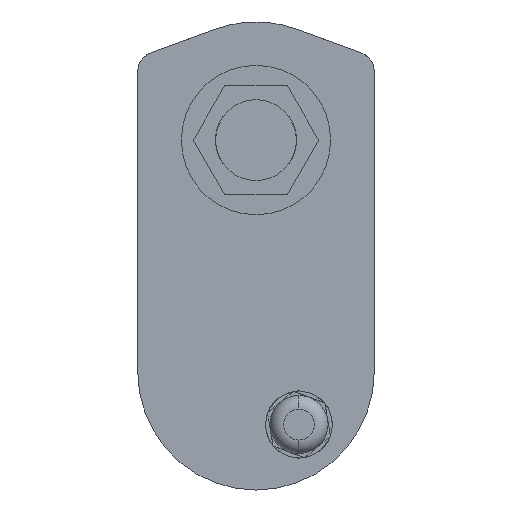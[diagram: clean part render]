
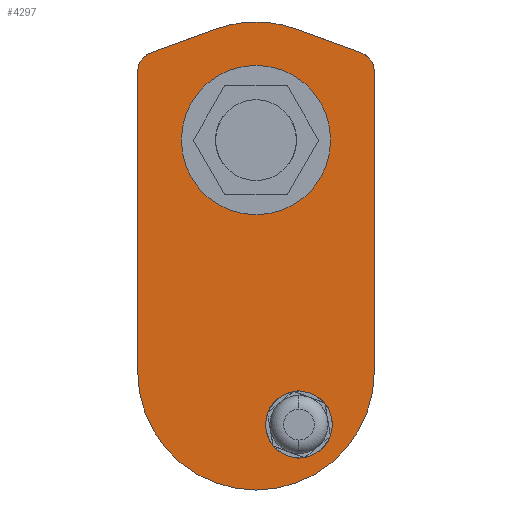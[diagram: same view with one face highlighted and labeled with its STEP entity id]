
A CAD part, front view. The second image highlights one B-rep face of the part: STEP entity #4297.
In plain terms, the highlighted planar face has unit normal (0, -1, 0).
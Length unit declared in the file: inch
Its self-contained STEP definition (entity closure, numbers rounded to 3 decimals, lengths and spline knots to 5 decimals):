
#73 = VECTOR ( 'NONE', #8190, 39.37008 ) ;
#374 = EDGE_CURVE ( 'NONE', #14165, #3331, #5114, .T. ) ;
#649 = DIRECTION ( 'NONE',  ( 0., 0., -1. ) ) ;
#732 = DIRECTION ( 'NONE',  ( 0., -1., 0. ) ) ;
#804 = CARTESIAN_POINT ( 'NONE',  ( -1.23965, -4.8965, 0.86535 ) ) ;
#911 = EDGE_CURVE ( 'NONE', #5313, #14165, #6345, .T. ) ;
#948 = VERTEX_POINT ( 'NONE', #4665 ) ;
#1313 = ORIENTED_EDGE ( 'NONE', *, *, #6056, .T. ) ;
#1740 = ORIENTED_EDGE ( 'NONE', *, *, #4375, .T. ) ;
#1827 = CIRCLE ( 'NONE', #2884, 1.5 ) ;
#2016 = CARTESIAN_POINT ( 'NONE',  ( 0., -4.8965, 0.94675 ) ) ;
#2085 = VERTEX_POINT ( 'NONE', #10975 ) ;
#2197 = LINE ( 'NONE', #3350, #14258 ) ;
#2242 = VECTOR ( 'NONE', #8898, 39.37008 ) ;
#2267 = CARTESIAN_POINT ( 'NONE',  ( 1.3287, -4.8965, 1.11 ) ) ;
#2302 = CARTESIAN_POINT ( 'NONE',  ( -1.5, -4.8965, 0.86535 ) ) ;
#2538 = DIRECTION ( 'NONE',  ( -0.866, 0., -0.5 ) ) ;
#2543 = CARTESIAN_POINT ( 'NONE',  ( 0.545, -4.8965, -3.17447 ) ) ;
#2884 = AXIS2_PLACEMENT_3D ( 'NONE', #8330, #7903, #7178 ) ;
#2948 = CARTESIAN_POINT ( 'NONE',  ( 0.17, -4.8965, -3.82399 ) ) ;
#2982 = ORIENTED_EDGE ( 'NONE', *, *, #13840, .T. ) ;
#3201 = DIRECTION ( 'NONE',  ( -0.94, 0., -0.342 ) ) ;
#3331 = VERTEX_POINT ( 'NONE', #5120 ) ;
#3350 = CARTESIAN_POINT ( 'NONE',  ( -0.51218, -4.8965, 1.40719 ) ) ;
#3351 = ORIENTED_EDGE ( 'NONE', *, *, #5011, .F. ) ;
#3383 = VECTOR ( 'NONE', #4266, 39.37008 ) ;
#3575 = LINE ( 'NONE', #8658, #9335 ) ;
#3708 = AXIS2_PLACEMENT_3D ( 'NONE', #12861, #12857, #12838 ) ;
#3890 = AXIS2_PLACEMENT_3D ( 'NONE', #14938, #14559, #14561 ) ;
#3917 = AXIS2_PLACEMENT_3D ( 'NONE', #5410, #5355, #5342 ) ;
#3940 = ORIENTED_EDGE ( 'NONE', *, *, #5835, .T. ) ;
#4223 = VECTOR ( 'NONE', #10465, 39.37008 ) ;
#4266 = DIRECTION ( 'NONE',  ( -0.866, 0., 0.5 ) ) ;
#4297 = ADVANCED_FACE ( 'NONE', ( #4912, #14422, #14093 ), #14632, .T. ) ;
#4346 = CARTESIAN_POINT ( 'NONE',  ( -0.51218, -4.8965, 1.40719 ) ) ;
#4375 = EDGE_CURVE ( 'NONE', #2085, #11119, #10124, .T. ) ;
#4414 = CARTESIAN_POINT ( 'NONE',  ( 0.92, -4.8965, -3.39098 ) ) ;
#4502 = VERTEX_POINT ( 'NONE', #13132 ) ;
#4574 = EDGE_CURVE ( 'NONE', #5593, #6405, #12592, .T. ) ;
#4603 = ORIENTED_EDGE ( 'NONE', *, *, #7199, .F. ) ;
#4665 = CARTESIAN_POINT ( 'NONE',  ( 0.17, -4.8965, -3.39098 ) ) ;
#4810 = DIRECTION ( 'NONE',  ( 0.866, 0., -0.5 ) ) ;
#4897 = ORIENTED_EDGE ( 'NONE', *, *, #9823, .T. ) ;
#4910 = LINE ( 'NONE', #10477, #4223 ) ;
#4912 = FACE_BOUND ( 'NONE', #6978, .T. ) ;
#5011 = EDGE_CURVE ( 'NONE', #9155, #4502, #9897, .T. ) ;
#5043 = CARTESIAN_POINT ( 'NONE',  ( 1.5, -4.8965, -2.9375 ) ) ;
#5114 = LINE ( 'NONE', #9083, #2242 ) ;
#5120 = CARTESIAN_POINT ( 'NONE',  ( 0.92, -4.8965, -3.82399 ) ) ;
#5313 = VERTEX_POINT ( 'NONE', #2948 ) ;
#5339 = AXIS2_PLACEMENT_3D ( 'NONE', #13420, #13404, #13402 ) ;
#5342 = DIRECTION ( 'NONE',  ( 0., 0., -1. ) ) ;
#5355 = DIRECTION ( 'NONE',  ( 0., -1., 0. ) ) ;
#5410 = CARTESIAN_POINT ( 'NONE',  ( 0., -4.8965, 0. ) ) ;
#5573 = LINE ( 'NONE', #8149, #11617 ) ;
#5593 = VERTEX_POINT ( 'NONE', #2016 ) ;
#5690 = ORIENTED_EDGE ( 'NONE', *, *, #12028, .T. ) ;
#5729 = CARTESIAN_POINT ( 'NONE',  ( 0.17, -4.8965, -3.82399 ) ) ;
#5778 = ORIENTED_EDGE ( 'NONE', *, *, #14502, .T. ) ;
#5826 = CARTESIAN_POINT ( 'NONE',  ( -1.3287, -4.8965, 1.11 ) ) ;
#5835 = EDGE_CURVE ( 'NONE', #5879, #10275, #1827, .T. ) ;
#5879 = VERTEX_POINT ( 'NONE', #7060 ) ;
#5902 = VECTOR ( 'NONE', #2538, 39.37008 ) ;
#6056 = EDGE_CURVE ( 'NONE', #10275, #2085, #8689, .T. ) ;
#6069 = EDGE_CURVE ( 'NONE', #3331, #9155, #5573, .T. ) ;
#6191 = CARTESIAN_POINT ( 'NONE',  ( 1.3287, -4.8965, 1.11 ) ) ;
#6205 = DIRECTION ( 'NONE',  ( -0.94, 0., 0.342 ) ) ;
#6345 = LINE ( 'NONE', #5729, #6730 ) ;
#6395 = EDGE_CURVE ( 'NONE', #6405, #5593, #13700, .T. ) ;
#6405 = VERTEX_POINT ( 'NONE', #14934 ) ;
#6424 = CARTESIAN_POINT ( 'NONE',  ( 0.92, -4.8965, -3.39098 ) ) ;
#6633 = ORIENTED_EDGE ( 'NONE', *, *, #911, .F. ) ;
#6637 = ORIENTED_EDGE ( 'NONE', *, *, #6069, .F. ) ;
#6730 = VECTOR ( 'NONE', #4810, 39.37008 ) ;
#6765 = DIRECTION ( 'NONE',  ( 0., 0., -1. ) ) ;
#6782 = DIRECTION ( 'NONE',  ( 0., -1., 0. ) ) ;
#6787 = CARTESIAN_POINT ( 'NONE',  ( 0., -4.8965, 0. ) ) ;
#6978 = EDGE_LOOP ( 'NONE', ( #12985, #10775 ) ) ;
#7060 = CARTESIAN_POINT ( 'NONE',  ( -1.5, -4.8965, -2.9375 ) ) ;
#7178 = DIRECTION ( 'NONE',  ( 0., 0., -1. ) ) ;
#7194 = EDGE_LOOP ( 'NONE', ( #3351, #6637, #9916, #6633, #10285, #4603 ) ) ;
#7199 = EDGE_CURVE ( 'NONE', #4502, #948, #9478, .T. ) ;
#7429 = DIRECTION ( 'NONE',  ( 0., 0., -1. ) ) ;
#7614 = CIRCLE ( 'NONE', #7821, 1.4975 ) ;
#7821 = AXIS2_PLACEMENT_3D ( 'NONE', #6787, #6782, #6765 ) ;
#7903 = DIRECTION ( 'NONE',  ( 0., -1., 0. ) ) ;
#7997 = VERTEX_POINT ( 'NONE', #14731 ) ;
#8078 = VERTEX_POINT ( 'NONE', #14599 ) ;
#8123 = ORIENTED_EDGE ( 'NONE', *, *, #9556, .T. ) ;
#8135 = DIRECTION ( 'NONE',  ( 0., 0., 1. ) ) ;
#8149 = CARTESIAN_POINT ( 'NONE',  ( 0.92, -4.8965, -3.82399 ) ) ;
#8179 = CARTESIAN_POINT ( 'NONE',  ( 1.5, -4.8965, -2.9375 ) ) ;
#8190 = DIRECTION ( 'NONE',  ( 0., 0., 1. ) ) ;
#8330 = CARTESIAN_POINT ( 'NONE',  ( 0., -4.8965, -2.9375 ) ) ;
#8658 = CARTESIAN_POINT ( 'NONE',  ( 0.17, -4.8965, -3.39098 ) ) ;
#8689 = LINE ( 'NONE', #8179, #73 ) ;
#8898 = DIRECTION ( 'NONE',  ( 0.866, 0., 0.5 ) ) ;
#8992 = VERTEX_POINT ( 'NONE', #2302 ) ;
#9083 = CARTESIAN_POINT ( 'NONE',  ( 0.545, -4.8965, -4.0405 ) ) ;
#9123 = CIRCLE ( 'NONE', #13651, 0.26035 ) ;
#9155 = VERTEX_POINT ( 'NONE', #6424 ) ;
#9203 = EDGE_LOOP ( 'NONE', ( #5778, #9528, #3940, #1313, #1740, #4897, #5690, #8123, #2982 ) ) ;
#9335 = VECTOR ( 'NONE', #7429, 39.37008 ) ;
#9478 = LINE ( 'NONE', #2543, #5902 ) ;
#9528 = ORIENTED_EDGE ( 'NONE', *, *, #15003, .T. ) ;
#9556 = EDGE_CURVE ( 'NONE', #8078, #12331, #7614, .T. ) ;
#9823 = EDGE_CURVE ( 'NONE', #11119, #7997, #14611, .T. ) ;
#9897 = LINE ( 'NONE', #4414, #3383 ) ;
#9916 = ORIENTED_EDGE ( 'NONE', *, *, #374, .F. ) ;
#10124 = CIRCLE ( 'NONE', #5339, 0.26035 ) ;
#10275 = VERTEX_POINT ( 'NONE', #5043 ) ;
#10285 = ORIENTED_EDGE ( 'NONE', *, *, #13529, .F. ) ;
#10465 = DIRECTION ( 'NONE',  ( 0., 0., -1. ) ) ;
#10477 = CARTESIAN_POINT ( 'NONE',  ( -1.5, -4.8965, 0.86535 ) ) ;
#10775 = ORIENTED_EDGE ( 'NONE', *, *, #6395, .F. ) ;
#10975 = CARTESIAN_POINT ( 'NONE',  ( 1.5, -4.8965, 0.86535 ) ) ;
#11119 = VERTEX_POINT ( 'NONE', #2267 ) ;
#11617 = VECTOR ( 'NONE', #8135, 39.37008 ) ;
#11830 = VECTOR ( 'NONE', #6205, 39.37008 ) ;
#11991 = VERTEX_POINT ( 'NONE', #5826 ) ;
#12028 = EDGE_CURVE ( 'NONE', #7997, #8078, #14629, .T. ) ;
#12331 = VERTEX_POINT ( 'NONE', #4346 ) ;
#12592 = CIRCLE ( 'NONE', #3708, 0.94675 ) ;
#12838 = DIRECTION ( 'NONE',  ( 0., 0., -1. ) ) ;
#12852 = AXIS2_PLACEMENT_3D ( 'NONE', #14899, #14882, #14870 ) ;
#12857 = DIRECTION ( 'NONE',  ( 0., -1., 0. ) ) ;
#12861 = CARTESIAN_POINT ( 'NONE',  ( 0., -4.8965, 0. ) ) ;
#12985 = ORIENTED_EDGE ( 'NONE', *, *, #4574, .F. ) ;
#13132 = CARTESIAN_POINT ( 'NONE',  ( 0.545, -4.8965, -3.17447 ) ) ;
#13402 = DIRECTION ( 'NONE',  ( 0., 0., -1. ) ) ;
#13404 = DIRECTION ( 'NONE',  ( 0., -1., 0. ) ) ;
#13420 = CARTESIAN_POINT ( 'NONE',  ( 1.23965, -4.8965, 0.86535 ) ) ;
#13529 = EDGE_CURVE ( 'NONE', #948, #5313, #3575, .T. ) ;
#13651 = AXIS2_PLACEMENT_3D ( 'NONE', #804, #732, #649 ) ;
#13700 = CIRCLE ( 'NONE', #12852, 0.94675 ) ;
#13840 = EDGE_CURVE ( 'NONE', #12331, #11991, #2197, .T. ) ;
#14093 = FACE_BOUND ( 'NONE', #7194, .T. ) ;
#14165 = VERTEX_POINT ( 'NONE', #14672 ) ;
#14258 = VECTOR ( 'NONE', #3201, 39.37008 ) ;
#14422 = FACE_OUTER_BOUND ( 'NONE', #9203, .T. ) ;
#14502 = EDGE_CURVE ( 'NONE', #11991, #8992, #9123, .T. ) ;
#14559 = DIRECTION ( 'NONE',  ( 0., -1., 0. ) ) ;
#14561 = DIRECTION ( 'NONE',  ( 0., 0., -1. ) ) ;
#14599 = CARTESIAN_POINT ( 'NONE',  ( 0., -4.8965, 1.4975 ) ) ;
#14611 = LINE ( 'NONE', #6191, #11830 ) ;
#14629 = CIRCLE ( 'NONE', #3917, 1.4975 ) ;
#14632 = PLANE ( 'NONE',  #3890 ) ;
#14672 = CARTESIAN_POINT ( 'NONE',  ( 0.545, -4.8965, -4.0405 ) ) ;
#14731 = CARTESIAN_POINT ( 'NONE',  ( 0.51218, -4.8965, 1.40719 ) ) ;
#14870 = DIRECTION ( 'NONE',  ( 0., 0., -1. ) ) ;
#14882 = DIRECTION ( 'NONE',  ( 0., -1., 0. ) ) ;
#14899 = CARTESIAN_POINT ( 'NONE',  ( 0., -4.8965, 0. ) ) ;
#14934 = CARTESIAN_POINT ( 'NONE',  ( 0., -4.8965, -0.94675 ) ) ;
#14938 = CARTESIAN_POINT ( 'NONE',  ( -1.23965, -4.8965, 0.86535 ) ) ;
#15003 = EDGE_CURVE ( 'NONE', #8992, #5879, #4910, .T. ) ;
